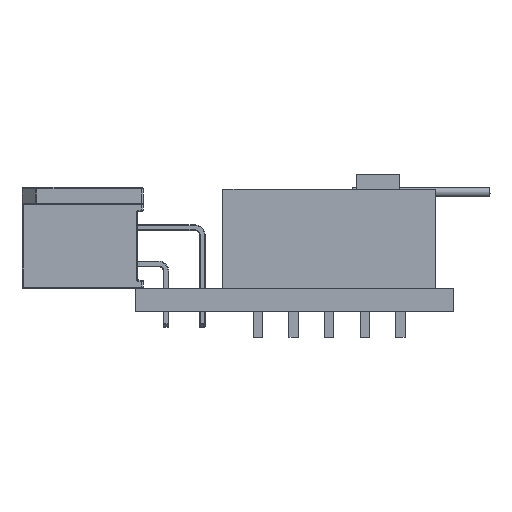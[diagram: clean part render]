
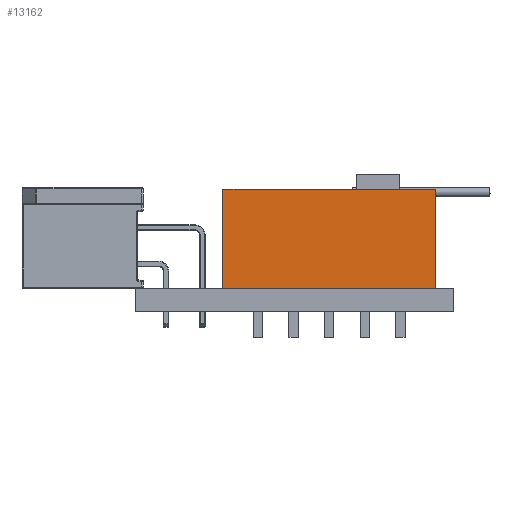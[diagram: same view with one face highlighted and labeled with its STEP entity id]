
A CAD part, left-side view. The second image highlights one B-rep face of the part: STEP entity #13162.
In plain terms, the highlighted face is planar.
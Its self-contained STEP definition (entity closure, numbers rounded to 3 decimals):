
#12368 = VERTEX_POINT('',#12369);
#12369 = CARTESIAN_POINT('',(-7.45,0.,-2.875));
#12375 = EDGE_CURVE('',#12376,#12368,#12378,.T.);
#12376 = VERTEX_POINT('',#12377);
#12377 = CARTESIAN_POINT('',(7.45,0.,-2.875));
#12378 = LINE('',#12379,#12380);
#12379 = CARTESIAN_POINT('',(7.45,0.,-2.875));
#12380 = VECTOR('',#12381,1.);
#12381 = DIRECTION('',(-1.,0.,0.));
#12864 = EDGE_CURVE('',#12376,#12865,#12867,.T.);
#12865 = VERTEX_POINT('',#12866);
#12866 = CARTESIAN_POINT('',(7.45,7.,-2.875));
#12867 = LINE('',#12868,#12869);
#12868 = CARTESIAN_POINT('',(7.45,0.,-2.875));
#12869 = VECTOR('',#12870,1.);
#12870 = DIRECTION('',(0.,1.,0.));
#13093 = VERTEX_POINT('',#13094);
#13094 = CARTESIAN_POINT('',(-7.45,7.,-2.875));
#13100 = EDGE_CURVE('',#12368,#13093,#13101,.T.);
#13101 = LINE('',#13102,#13103);
#13102 = CARTESIAN_POINT('',(-7.45,0.,-2.875));
#13103 = VECTOR('',#13104,1.);
#13104 = DIRECTION('',(0.,1.,0.));
#13162 = ADVANCED_FACE('',(#13163),#13174,.F.);
#13163 = FACE_BOUND('',#13164,.T.);
#13164 = EDGE_LOOP('',(#13165,#13166,#13172,#13173));
#13165 = ORIENTED_EDGE('',*,*,#13100,.T.);
#13166 = ORIENTED_EDGE('',*,*,#13167,.F.);
#13167 = EDGE_CURVE('',#12865,#13093,#13168,.T.);
#13168 = LINE('',#13169,#13170);
#13169 = CARTESIAN_POINT('',(7.45,7.,-2.875));
#13170 = VECTOR('',#13171,1.);
#13171 = DIRECTION('',(-1.,0.,0.));
#13172 = ORIENTED_EDGE('',*,*,#12864,.F.);
#13173 = ORIENTED_EDGE('',*,*,#12375,.T.);
#13174 = PLANE('',#13175);
#13175 = AXIS2_PLACEMENT_3D('',#13176,#13177,#13178);
#13176 = CARTESIAN_POINT('',(7.45,0.,-2.875));
#13177 = DIRECTION('',(0.,0.,1.));
#13178 = DIRECTION('',(1.,0.,0.));
